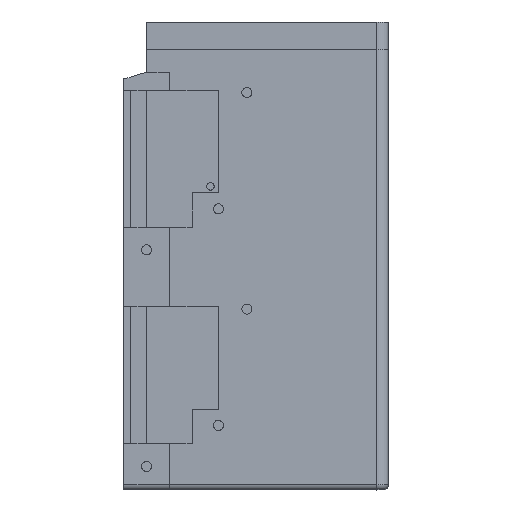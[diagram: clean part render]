
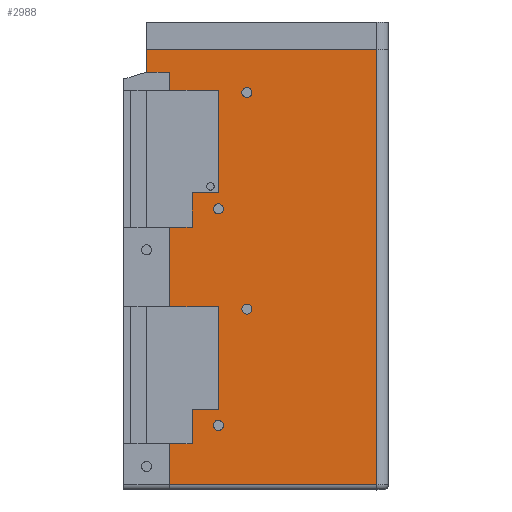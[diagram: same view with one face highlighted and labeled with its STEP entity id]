
A CAD part, top view. The second image highlights one B-rep face of the part: STEP entity #2988.
In plain terms, the highlighted planar face has unit normal (0, 0, 1).
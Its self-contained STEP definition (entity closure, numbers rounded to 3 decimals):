
#336 = VERTEX_POINT('',#337);
#337 = CARTESIAN_POINT('',(238.,96.5,108.5));
#345 = EDGE_CURVE('',#336,#346,#348,.T.);
#346 = VERTEX_POINT('',#347);
#347 = CARTESIAN_POINT('',(238.,86.5,108.5));
#348 = LINE('',#349,#350);
#349 = CARTESIAN_POINT('',(238.,96.5,108.5));
#350 = VECTOR('',#351,1.);
#351 = DIRECTION('',(0.,-1.,0.));
#2988 = ADVANCED_FACE('',(#2989,#3142,#3153,#3164,#3175),#3186,.T.);
#2989 = FACE_BOUND('',#2990,.F.);
#2990 = EDGE_LOOP('',(#2991,#3001,#3009,#3017,#3025,#3033,#3041,#3049,
    #3057,#3065,#3073,#3081,#3089,#3097,#3105,#3113,#3121,#3129,#3135,
    #3136));
#2991 = ORIENTED_EDGE('',*,*,#2992,.T.);
#2992 = EDGE_CURVE('',#2993,#2995,#2997,.T.);
#2993 = VERTEX_POINT('',#2994);
#2994 = CARTESIAN_POINT('',(339.,96.5,108.5));
#2995 = VERTEX_POINT('',#2996);
#2996 = CARTESIAN_POINT('',(339.,-94.5,108.5));
#2997 = LINE('',#2998,#2999);
#2998 = CARTESIAN_POINT('',(339.,96.5,108.5));
#2999 = VECTOR('',#3000,1.);
#3000 = DIRECTION('',(0.,-1.,0.));
#3001 = ORIENTED_EDGE('',*,*,#3002,.T.);
#3002 = EDGE_CURVE('',#2995,#3003,#3005,.T.);
#3003 = VERTEX_POINT('',#3004);
#3004 = CARTESIAN_POINT('',(248.,-94.5,108.5));
#3005 = LINE('',#3006,#3007);
#3006 = CARTESIAN_POINT('',(339.,-94.5,108.5));
#3007 = VECTOR('',#3008,1.);
#3008 = DIRECTION('',(-1.,-0.,0.));
#3009 = ORIENTED_EDGE('',*,*,#3010,.T.);
#3010 = EDGE_CURVE('',#3003,#3011,#3013,.T.);
#3011 = VERTEX_POINT('',#3012);
#3012 = CARTESIAN_POINT('',(248.,-76.5,108.5));
#3013 = LINE('',#3014,#3015);
#3014 = CARTESIAN_POINT('',(248.,-96.5,108.5));
#3015 = VECTOR('',#3016,1.);
#3016 = DIRECTION('',(0.,1.,0.));
#3017 = ORIENTED_EDGE('',*,*,#3018,.T.);
#3018 = EDGE_CURVE('',#3011,#3019,#3021,.T.);
#3019 = VERTEX_POINT('',#3020);
#3020 = CARTESIAN_POINT('',(258.,-76.5,108.5));
#3021 = LINE('',#3022,#3023);
#3022 = CARTESIAN_POINT('',(218.,-76.5,108.5));
#3023 = VECTOR('',#3024,1.);
#3024 = DIRECTION('',(1.,0.,0.));
#3025 = ORIENTED_EDGE('',*,*,#3026,.T.);
#3026 = EDGE_CURVE('',#3019,#3027,#3029,.T.);
#3027 = VERTEX_POINT('',#3028);
#3028 = CARTESIAN_POINT('',(258.,-61.5,108.5));
#3029 = LINE('',#3030,#3031);
#3030 = CARTESIAN_POINT('',(258.,-76.5,108.5));
#3031 = VECTOR('',#3032,1.);
#3032 = DIRECTION('',(0.,1.,0.));
#3033 = ORIENTED_EDGE('',*,*,#3034,.T.);
#3034 = EDGE_CURVE('',#3027,#3035,#3037,.T.);
#3035 = VERTEX_POINT('',#3036);
#3036 = CARTESIAN_POINT('',(269.6,-61.5,108.5));
#3037 = LINE('',#3038,#3039);
#3038 = CARTESIAN_POINT('',(258.,-61.5,108.5));
#3039 = VECTOR('',#3040,1.);
#3040 = DIRECTION('',(1.,0.,0.));
#3041 = ORIENTED_EDGE('',*,*,#3042,.T.);
#3042 = EDGE_CURVE('',#3035,#3043,#3045,.T.);
#3043 = VERTEX_POINT('',#3044);
#3044 = CARTESIAN_POINT('',(269.6,-16.5,108.5));
#3045 = LINE('',#3046,#3047);
#3046 = CARTESIAN_POINT('',(269.6,-61.5,108.5));
#3047 = VECTOR('',#3048,1.);
#3048 = DIRECTION('',(0.,1.,0.));
#3049 = ORIENTED_EDGE('',*,*,#3050,.T.);
#3050 = EDGE_CURVE('',#3043,#3051,#3053,.T.);
#3051 = VERTEX_POINT('',#3052);
#3052 = CARTESIAN_POINT('',(258.,-16.5,108.5));
#3053 = LINE('',#3054,#3055);
#3054 = CARTESIAN_POINT('',(269.6,-16.5,108.5));
#3055 = VECTOR('',#3056,1.);
#3056 = DIRECTION('',(-1.,-0.,0.));
#3057 = ORIENTED_EDGE('',*,*,#3058,.T.);
#3058 = EDGE_CURVE('',#3051,#3059,#3061,.T.);
#3059 = VERTEX_POINT('',#3060);
#3060 = CARTESIAN_POINT('',(248.,-16.5,108.5));
#3061 = LINE('',#3062,#3063);
#3062 = CARTESIAN_POINT('',(258.,-16.5,108.5));
#3063 = VECTOR('',#3064,1.);
#3064 = DIRECTION('',(-1.,-0.,0.));
#3065 = ORIENTED_EDGE('',*,*,#3066,.T.);
#3066 = EDGE_CURVE('',#3059,#3067,#3069,.T.);
#3067 = VERTEX_POINT('',#3068);
#3068 = CARTESIAN_POINT('',(248.,18.5,108.5));
#3069 = LINE('',#3070,#3071);
#3070 = CARTESIAN_POINT('',(248.,-96.5,108.5));
#3071 = VECTOR('',#3072,1.);
#3072 = DIRECTION('',(0.,1.,0.));
#3073 = ORIENTED_EDGE('',*,*,#3074,.T.);
#3074 = EDGE_CURVE('',#3067,#3075,#3077,.T.);
#3075 = VERTEX_POINT('',#3076);
#3076 = CARTESIAN_POINT('',(258.,18.5,108.5));
#3077 = LINE('',#3078,#3079);
#3078 = CARTESIAN_POINT('',(218.,18.5,108.5));
#3079 = VECTOR('',#3080,1.);
#3080 = DIRECTION('',(1.,0.,0.));
#3081 = ORIENTED_EDGE('',*,*,#3082,.T.);
#3082 = EDGE_CURVE('',#3075,#3083,#3085,.T.);
#3083 = VERTEX_POINT('',#3084);
#3084 = CARTESIAN_POINT('',(258.,33.5,108.5));
#3085 = LINE('',#3086,#3087);
#3086 = CARTESIAN_POINT('',(258.,18.5,108.5));
#3087 = VECTOR('',#3088,1.);
#3088 = DIRECTION('',(0.,1.,0.));
#3089 = ORIENTED_EDGE('',*,*,#3090,.T.);
#3090 = EDGE_CURVE('',#3083,#3091,#3093,.T.);
#3091 = VERTEX_POINT('',#3092);
#3092 = CARTESIAN_POINT('',(269.6,33.5,108.5));
#3093 = LINE('',#3094,#3095);
#3094 = CARTESIAN_POINT('',(258.,33.5,108.5));
#3095 = VECTOR('',#3096,1.);
#3096 = DIRECTION('',(1.,0.,0.));
#3097 = ORIENTED_EDGE('',*,*,#3098,.T.);
#3098 = EDGE_CURVE('',#3091,#3099,#3101,.T.);
#3099 = VERTEX_POINT('',#3100);
#3100 = CARTESIAN_POINT('',(269.6,78.5,108.5));
#3101 = LINE('',#3102,#3103);
#3102 = CARTESIAN_POINT('',(269.6,33.5,108.5));
#3103 = VECTOR('',#3104,1.);
#3104 = DIRECTION('',(0.,1.,0.));
#3105 = ORIENTED_EDGE('',*,*,#3106,.T.);
#3106 = EDGE_CURVE('',#3099,#3107,#3109,.T.);
#3107 = VERTEX_POINT('',#3108);
#3108 = CARTESIAN_POINT('',(258.,78.5,108.5));
#3109 = LINE('',#3110,#3111);
#3110 = CARTESIAN_POINT('',(269.6,78.5,108.5));
#3111 = VECTOR('',#3112,1.);
#3112 = DIRECTION('',(-1.,-0.,0.));
#3113 = ORIENTED_EDGE('',*,*,#3114,.T.);
#3114 = EDGE_CURVE('',#3107,#3115,#3117,.T.);
#3115 = VERTEX_POINT('',#3116);
#3116 = CARTESIAN_POINT('',(248.,78.5,108.5));
#3117 = LINE('',#3118,#3119);
#3118 = CARTESIAN_POINT('',(258.,78.5,108.5));
#3119 = VECTOR('',#3120,1.);
#3120 = DIRECTION('',(-1.,-0.,0.));
#3121 = ORIENTED_EDGE('',*,*,#3122,.T.);
#3122 = EDGE_CURVE('',#3115,#3123,#3125,.T.);
#3123 = VERTEX_POINT('',#3124);
#3124 = CARTESIAN_POINT('',(248.,86.5,108.5));
#3125 = LINE('',#3126,#3127);
#3126 = CARTESIAN_POINT('',(248.,-96.5,108.5));
#3127 = VECTOR('',#3128,1.);
#3128 = DIRECTION('',(0.,1.,0.));
#3129 = ORIENTED_EDGE('',*,*,#3130,.F.);
#3130 = EDGE_CURVE('',#346,#3123,#3131,.T.);
#3131 = LINE('',#3132,#3133);
#3132 = CARTESIAN_POINT('',(238.,86.5,108.5));
#3133 = VECTOR('',#3134,1.);
#3134 = DIRECTION('',(1.,0.,0.));
#3135 = ORIENTED_EDGE('',*,*,#345,.F.);
#3136 = ORIENTED_EDGE('',*,*,#3137,.F.);
#3137 = EDGE_CURVE('',#2993,#336,#3138,.T.);
#3138 = LINE('',#3139,#3140);
#3139 = CARTESIAN_POINT('',(344.,96.5,108.5));
#3140 = VECTOR('',#3141,1.);
#3141 = DIRECTION('',(-1.,0.,0.));
#3142 = FACE_BOUND('',#3143,.F.);
#3143 = EDGE_LOOP('',(#3144));
#3144 = ORIENTED_EDGE('',*,*,#3145,.F.);
#3145 = EDGE_CURVE('',#3146,#3146,#3148,.T.);
#3146 = VERTEX_POINT('',#3147);
#3147 = CARTESIAN_POINT('',(279.8,-17.5,108.5));
#3148 = CIRCLE('',#3149,2.2);
#3149 = AXIS2_PLACEMENT_3D('',#3150,#3151,#3152);
#3150 = CARTESIAN_POINT('',(282.,-17.5,108.5));
#3151 = DIRECTION('',(0.,0.,-1.));
#3152 = DIRECTION('',(-1.,0.,0.));
#3153 = FACE_BOUND('',#3154,.F.);
#3154 = EDGE_LOOP('',(#3155));
#3155 = ORIENTED_EDGE('',*,*,#3156,.F.);
#3156 = EDGE_CURVE('',#3157,#3157,#3159,.T.);
#3157 = VERTEX_POINT('',#3158);
#3158 = CARTESIAN_POINT('',(267.3,-68.5,108.5));
#3159 = CIRCLE('',#3160,2.2);
#3160 = AXIS2_PLACEMENT_3D('',#3161,#3162,#3163);
#3161 = CARTESIAN_POINT('',(269.5,-68.5,108.5));
#3162 = DIRECTION('',(0.,0.,-1.));
#3163 = DIRECTION('',(-1.,0.,0.));
#3164 = FACE_BOUND('',#3165,.F.);
#3165 = EDGE_LOOP('',(#3166));
#3166 = ORIENTED_EDGE('',*,*,#3167,.F.);
#3167 = EDGE_CURVE('',#3168,#3168,#3170,.T.);
#3168 = VERTEX_POINT('',#3169);
#3169 = CARTESIAN_POINT('',(279.8,77.5,108.5));
#3170 = CIRCLE('',#3171,2.2);
#3171 = AXIS2_PLACEMENT_3D('',#3172,#3173,#3174);
#3172 = CARTESIAN_POINT('',(282.,77.5,108.5));
#3173 = DIRECTION('',(0.,0.,-1.));
#3174 = DIRECTION('',(-1.,0.,0.));
#3175 = FACE_BOUND('',#3176,.F.);
#3176 = EDGE_LOOP('',(#3177));
#3177 = ORIENTED_EDGE('',*,*,#3178,.F.);
#3178 = EDGE_CURVE('',#3179,#3179,#3181,.T.);
#3179 = VERTEX_POINT('',#3180);
#3180 = CARTESIAN_POINT('',(267.3,26.5,108.5));
#3181 = CIRCLE('',#3182,2.2);
#3182 = AXIS2_PLACEMENT_3D('',#3183,#3184,#3185);
#3183 = CARTESIAN_POINT('',(269.5,26.5,108.5));
#3184 = DIRECTION('',(0.,0.,-1.));
#3185 = DIRECTION('',(-1.,0.,0.));
#3186 = PLANE('',#3187);
#3187 = AXIS2_PLACEMENT_3D('',#3188,#3189,#3190);
#3188 = CARTESIAN_POINT('',(344.,96.5,108.5));
#3189 = DIRECTION('',(0.,0.,1.));
#3190 = DIRECTION('',(1.,0.,0.));
